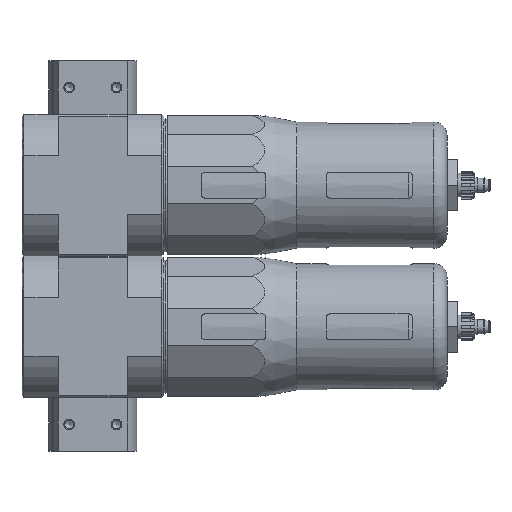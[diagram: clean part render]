
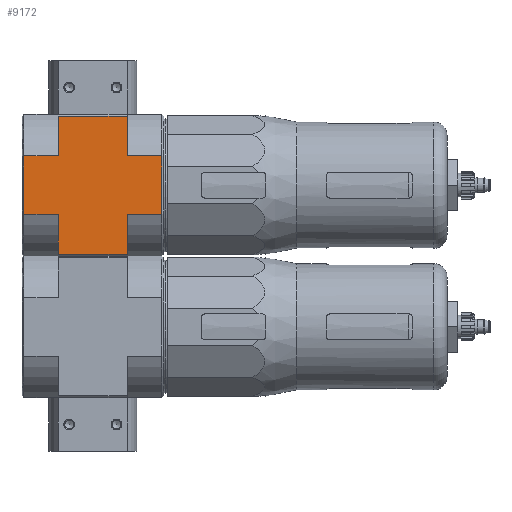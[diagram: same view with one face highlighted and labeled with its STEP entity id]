
A CAD part, left-side view. The second image highlights one B-rep face of the part: STEP entity #9172.
In plain terms, the highlighted face is planar.
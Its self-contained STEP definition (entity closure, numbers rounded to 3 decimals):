
#1737=ORIENTED_EDGE('',*,*,#4055,.T.);
#1738=ORIENTED_EDGE('',*,*,#4056,.F.);
#1739=ORIENTED_EDGE('',*,*,#4057,.T.);
#1740=ORIENTED_EDGE('',*,*,#4058,.F.);
#1741=ORIENTED_EDGE('',*,*,#4005,.T.);
#1742=ORIENTED_EDGE('',*,*,#4059,.T.);
#1743=ORIENTED_EDGE('',*,*,#4060,.F.);
#1744=ORIENTED_EDGE('',*,*,#4061,.T.);
#1745=ORIENTED_EDGE('',*,*,#4062,.F.);
#1746=ORIENTED_EDGE('',*,*,#4063,.T.);
#1747=ORIENTED_EDGE('',*,*,#4007,.F.);
#1748=ORIENTED_EDGE('',*,*,#4064,.F.);
#4005=EDGE_CURVE('',#5227,#5229,#6102,.T.);
#4007=EDGE_CURVE('',#5230,#5232,#6104,.T.);
#4055=EDGE_CURVE('',#5273,#5274,#6141,.F.);
#4056=EDGE_CURVE('',#5275,#5274,#6142,.T.);
#4057=EDGE_CURVE('',#5275,#5276,#6143,.T.);
#4058=EDGE_CURVE('',#5227,#5276,#6144,.T.);
#4059=EDGE_CURVE('',#5229,#5277,#6145,.T.);
#4060=EDGE_CURVE('',#5278,#5277,#6146,.T.);
#4061=EDGE_CURVE('',#5278,#5279,#6147,.T.);
#4062=EDGE_CURVE('',#5280,#5279,#6148,.F.);
#4063=EDGE_CURVE('',#5280,#5232,#6149,.T.);
#4064=EDGE_CURVE('',#5273,#5230,#6150,.T.);
#5227=VERTEX_POINT('',#16546);
#5229=VERTEX_POINT('',#16550);
#5230=VERTEX_POINT('',#16554);
#5232=VERTEX_POINT('',#16557);
#5273=VERTEX_POINT('',#16651);
#5274=VERTEX_POINT('',#16652);
#5275=VERTEX_POINT('',#16654);
#5276=VERTEX_POINT('',#16656);
#5277=VERTEX_POINT('',#16659);
#5278=VERTEX_POINT('',#16661);
#5279=VERTEX_POINT('',#16663);
#5280=VERTEX_POINT('',#16665);
#6102=LINE('',#16551,#6718);
#6104=LINE('',#16556,#6720);
#6141=LINE('',#16650,#6757);
#6142=LINE('',#16653,#6758);
#6143=LINE('',#16655,#6759);
#6144=LINE('',#16657,#6760);
#6145=LINE('',#16658,#6761);
#6146=LINE('',#16660,#6762);
#6147=LINE('',#16662,#6763);
#6148=LINE('',#16664,#6764);
#6149=LINE('',#16666,#6765);
#6150=LINE('',#16667,#6766);
#6718=VECTOR('',#13903,1000.);
#6720=VECTOR('',#13907,1000.);
#6757=VECTOR('',#13976,1000.);
#6758=VECTOR('',#13977,1000.);
#6759=VECTOR('',#13978,1000.);
#6760=VECTOR('',#13979,1000.);
#6761=VECTOR('',#13980,1000.);
#6762=VECTOR('',#13981,1000.);
#6763=VECTOR('',#13982,1000.);
#6764=VECTOR('',#13983,1000.);
#6765=VECTOR('',#13984,1000.);
#6766=VECTOR('',#13985,1000.);
#7364=EDGE_LOOP('',(#1737,#1738,#1739,#1740,#1741,#1742,#1743,#1744,#1745,
#1746,#1747,#1748));
#8157=FACE_BOUND('',#7364,.T.);
#8810=PLANE('',#12440);
#9172=ADVANCED_FACE('',(#8157),#8810,.F.);
#12440=AXIS2_PLACEMENT_3D('',#16649,#13974,#13975);
#13903=DIRECTION('',(0.,-1.,0.));
#13907=DIRECTION('',(0.,-1.,0.));
#13974=DIRECTION('',(0.,0.,1.));
#13975=DIRECTION('',(1.,0.,0.));
#13976=DIRECTION('',(0.,-1.,0.));
#13977=DIRECTION('',(-1.,0.,0.));
#13978=DIRECTION('',(0.,-1.,0.));
#13979=DIRECTION('',(-1.,0.,0.));
#13980=DIRECTION('',(-1.,0.,0.));
#13981=DIRECTION('',(0.,1.,0.));
#13982=DIRECTION('',(-1.,0.,0.));
#13983=DIRECTION('',(0.,1.,0.));
#13984=DIRECTION('',(-1.,0.,0.));
#13985=DIRECTION('',(-1.,0.,0.));
#16546=CARTESIAN_POINT('',(32.2,16.,-33.));
#16550=CARTESIAN_POINT('',(32.2,-16.,-33.));
#16551=CARTESIAN_POINT('',(32.2,33.,-33.));
#16554=CARTESIAN_POINT('',(-32.2,16.,-33.));
#16556=CARTESIAN_POINT('',(-32.2,33.,-33.));
#16557=CARTESIAN_POINT('',(-32.2,-16.,-33.));
#16649=CARTESIAN_POINT('',(32.2,33.,-33.));
#16650=CARTESIAN_POINT('',(-13.619,36.,-33.));
#16651=CARTESIAN_POINT('',(-13.619,16.,-33.));
#16652=CARTESIAN_POINT('',(-13.619,32.2,-33.));
#16653=CARTESIAN_POINT('',(33.,32.2,-33.));
#16654=CARTESIAN_POINT('',(13.619,32.2,-33.));
#16655=CARTESIAN_POINT('',(13.619,36.,-33.));
#16656=CARTESIAN_POINT('',(13.619,16.,-33.));
#16657=CARTESIAN_POINT('',(32.2,16.,-33.));
#16658=CARTESIAN_POINT('',(32.2,-16.,-33.));
#16659=CARTESIAN_POINT('',(13.619,-16.,-33.));
#16660=CARTESIAN_POINT('',(13.619,-36.,-33.));
#16661=CARTESIAN_POINT('',(13.619,-32.2,-33.));
#16662=CARTESIAN_POINT('',(33.,-32.2,-33.));
#16663=CARTESIAN_POINT('',(-13.619,-32.2,-33.));
#16664=CARTESIAN_POINT('',(-13.619,-36.,-33.));
#16665=CARTESIAN_POINT('',(-13.619,-16.,-33.));
#16666=CARTESIAN_POINT('',(32.2,-16.,-33.));
#16667=CARTESIAN_POINT('',(32.2,16.,-33.));
